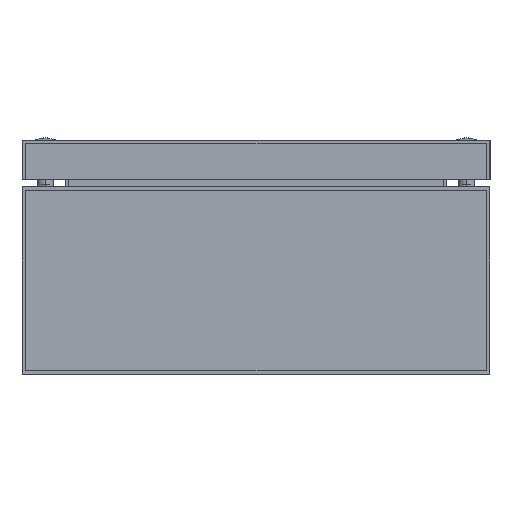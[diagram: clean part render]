
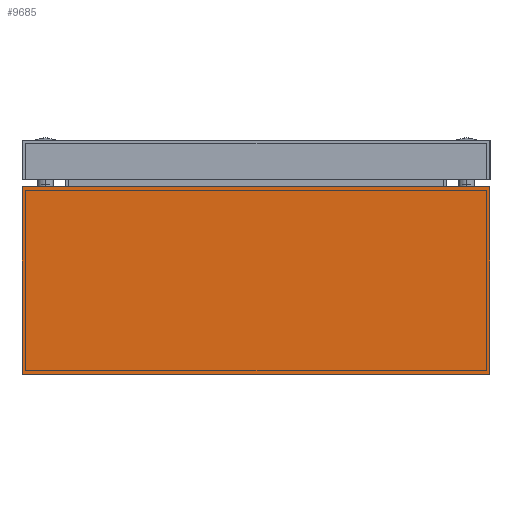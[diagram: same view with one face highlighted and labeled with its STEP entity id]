
A CAD part, left-side view. The second image highlights one B-rep face of the part: STEP entity #9685.
In plain terms, the highlighted planar face has unit normal (-1, 0, 0).
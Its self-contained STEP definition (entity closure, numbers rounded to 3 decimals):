
#882 = LINE ( 'NONE', #18103, #15190 ) ;
#1425 = LINE ( 'NONE', #14733, #15356 ) ;
#2406 = VERTEX_POINT ( 'NONE', #16620 ) ;
#2723 = CARTESIAN_POINT ( 'NONE',  ( 0., 0., 0. ) ) ;
#3390 = VECTOR ( 'NONE', #14625, 1000. ) ;
#3776 = CARTESIAN_POINT ( 'NONE',  ( 0., 0., 80. ) ) ;
#4444 = CARTESIAN_POINT ( 'NONE',  ( 0., 0., 0. ) ) ;
#4889 = ORIENTED_EDGE ( 'NONE', *, *, #15861, .F. ) ;
#6005 = LINE ( 'NONE', #2723, #3390 ) ;
#6065 = VERTEX_POINT ( 'NONE', #14444 ) ;
#6934 = VERTEX_POINT ( 'NONE', #7110 ) ;
#7110 = CARTESIAN_POINT ( 'NONE',  ( 0., 200., 0. ) ) ;
#7644 = ORIENTED_EDGE ( 'NONE', *, *, #11021, .T. ) ;
#8545 = DIRECTION ( 'NONE',  ( -1., 0., 0. ) ) ;
#9142 = DIRECTION ( 'NONE',  ( 0., 0., 1. ) ) ;
#9685 = ADVANCED_FACE ( 'NONE', ( #10011 ), #13038, .T. ) ;
#10011 = FACE_OUTER_BOUND ( 'NONE', #13315, .T. ) ;
#10058 = EDGE_CURVE ( 'NONE', #18554, #6065, #1425, .T. ) ;
#10298 = DIRECTION ( 'NONE',  ( 0., 0., 1. ) ) ;
#10568 = AXIS2_PLACEMENT_3D ( 'NONE', #4444, #8545, #10298 ) ;
#11021 = EDGE_CURVE ( 'NONE', #2406, #18554, #16717, .T. ) ;
#12256 = VECTOR ( 'NONE', #15269, 1000. ) ;
#12320 = CARTESIAN_POINT ( 'NONE',  ( 0., 0., 0. ) ) ;
#12691 = ORIENTED_EDGE ( 'NONE', *, *, #10058, .T. ) ;
#13038 = PLANE ( 'NONE',  #10568 ) ;
#13315 = EDGE_LOOP ( 'NONE', ( #12691, #4889, #18562, #7644 ) ) ;
#14444 = CARTESIAN_POINT ( 'NONE',  ( 0., 200., 80. ) ) ;
#14625 = DIRECTION ( 'NONE',  ( 0., 1., 0. ) ) ;
#14733 = CARTESIAN_POINT ( 'NONE',  ( 0., 0., 80. ) ) ;
#15190 = VECTOR ( 'NONE', #9142, 1000. ) ;
#15269 = DIRECTION ( 'NONE',  ( 0., 0., 1. ) ) ;
#15356 = VECTOR ( 'NONE', #16002, 1000. ) ;
#15728 = EDGE_CURVE ( 'NONE', #2406, #6934, #6005, .T. ) ;
#15861 = EDGE_CURVE ( 'NONE', #6934, #6065, #882, .T. ) ;
#16002 = DIRECTION ( 'NONE',  ( 0., 1., 0. ) ) ;
#16620 = CARTESIAN_POINT ( 'NONE',  ( 0., 0., 0. ) ) ;
#16717 = LINE ( 'NONE', #12320, #12256 ) ;
#18103 = CARTESIAN_POINT ( 'NONE',  ( 0., 200., 0. ) ) ;
#18554 = VERTEX_POINT ( 'NONE', #3776 ) ;
#18562 = ORIENTED_EDGE ( 'NONE', *, *, #15728, .F. ) ;
